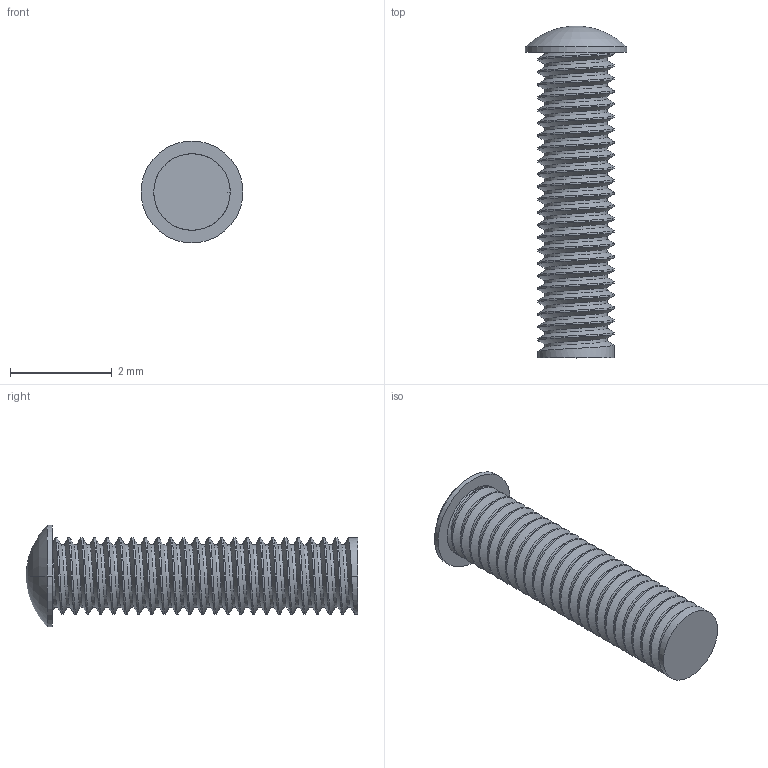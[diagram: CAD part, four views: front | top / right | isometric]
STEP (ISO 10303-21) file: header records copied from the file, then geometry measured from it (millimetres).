
FILE_DESCRIPTION (( 'STEP AP214' ), '1' );
FILE_NAME ('蹟佪.STEP', '2025-01-17T12:36:57', ( '' ), ( '' ), 'SwSTEP 2.0', 'SolidWorks 2024', '' );
FILE_SCHEMA (( 'AUTOMOTIVE_DESIGN' ));
Length unit declared in the file: millimetre
Products named in the file (1): 螺丝
Bounding box: 2 x 6.51 x 2 mm (x, y, z)
Surface area: 52.5 mm2 (no closed solid volume)
Topology: 0 solids, 2 shells, 64 faces, 176 edges, 115 vertices
Faces by surface type: cylinder 53, plane 6, bspline 3, torus 2
Entity records: 4606 total; most frequent: CARTESIAN_POINT 3251, ORIENTED_EDGE 350, DIRECTION 215, EDGE_CURVE 176, VERTEX_POINT 115, AXIS2_PLACEMENT_3D 78, EDGE_LOOP 66, FACE_OUTER_BOUND 64
